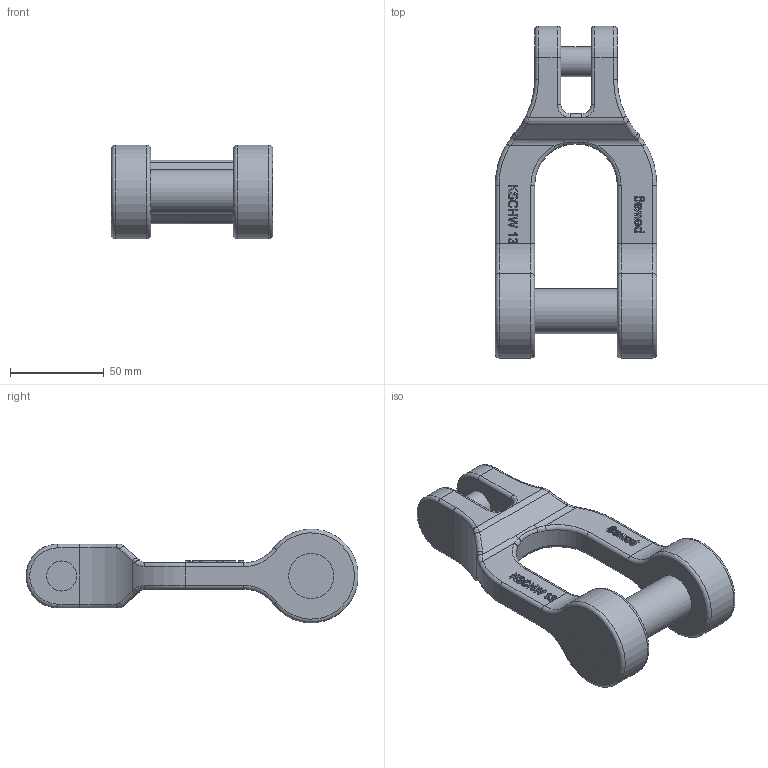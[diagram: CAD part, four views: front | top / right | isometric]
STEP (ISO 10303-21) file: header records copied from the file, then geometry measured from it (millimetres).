
FILE_DESCRIPTION(/* description */ (''),/* implementation_level */ '2;1');
FILE_NAME(/* name */ 'pewag_KCHW_13',/* time_stamp */ '2010-02-10T10:36:51+01:00',/* author */ (''),/* organization */ (''),/* preprocessor_version */ 'ST-DEVELOPER v9',/* originating_system */ 'UGS - NX 4.0',/* authorisation */ '');
FILE_SCHEMA (('AUTOMOTIVE_DESIGN { 1 0 10303 214 1 1 1 1 }'));
Length unit declared in the file: millimetre
Products named in the file (1): rit1B53mb6w
Bounding box: 86 x 176.91 x 49.89 mm (x, y, z)
Volume: 213883.2 mm3; surface area: 47310.4 mm2
Topology: 3 solids, 3 shells, 328 faces, 849 edges, 543 vertices
Faces by surface type: plane 115, extrusion 112, cylinder 45, torus 32, bspline 24
Full cylindrical faces by diameter (mm): 16 x3, 24 x3
Entity records: 11199 total; most frequent: CARTESIAN_POINT 3805, ORIENTED_EDGE 1680, DIRECTION 1174, EDGE_CURVE 840, VERTEX_POINT 540, VECTOR 452, B_SPLINE_CURVE_WITH_KNOTS 444, AXIS2_PLACEMENT_3D 361
